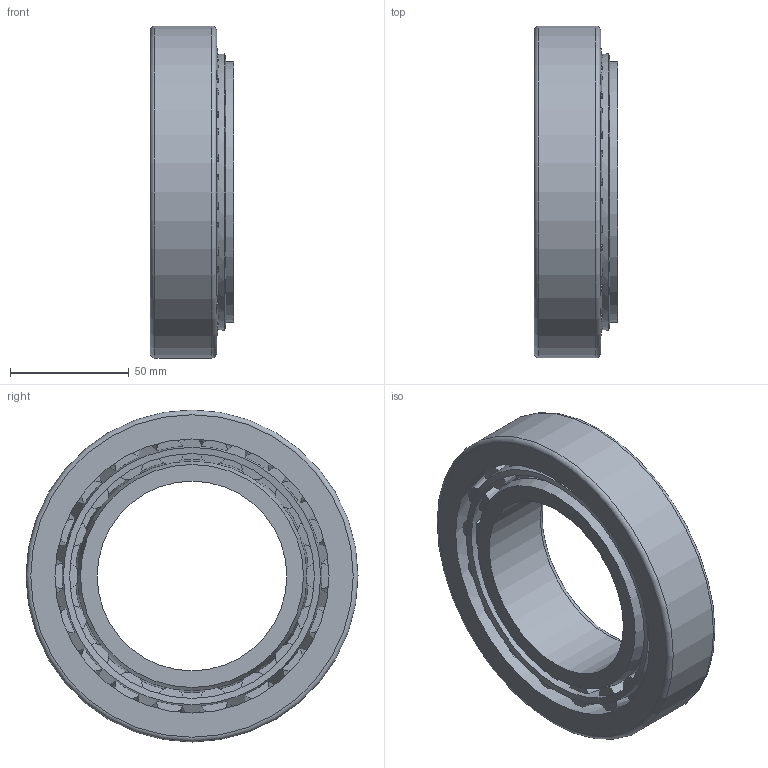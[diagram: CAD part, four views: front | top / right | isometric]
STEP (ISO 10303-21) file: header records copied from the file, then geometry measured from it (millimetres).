
FILE_DESCRIPTION(/* description */ ('STEP AP214'),/* implementation_level */ '2;1');
FILE_NAME(/* name */ '32216U',/* time_stamp */ '2026-03-07T09:52:29+01:00',/* author */ ('License CC BY-ND 4.0'),/* organization */ ('CADENAS'),/* preprocessor_version */ 'ST-DEVELOPER v20',/* originating_system */ 'PARTsolutions',/* authorisation */ ' ');
FILE_SCHEMA (('AUTOMOTIVE_DESIGN {1 0 10303 214 3 1 1}'));
Length unit declared in the file: millimetre
Products named in the file (4): 32216U; 32216UInner  ring; 32216U Outer ring; 32216U Ball Cage
Assembly tree (3 placements, depth 2):
  32216U
    32216UInner  ring
    32216U Outer ring
    32216U Ball Cage
Bounding box: 35.25 x 140 x 140 mm (x, y, z)
Volume: 259323.2 mm3; surface area: 86688.8 mm2
Topology: 3 solids, 3 shells, 128 faces, 252 edges, 164 vertices
Faces by surface type: plane 76, cone 46, cylinder 3, torus 3
Full cylindrical faces by diameter (mm): 80 x1, 110 x1, 140 x1
Entity records: 3469 total; most frequent: CARTESIAN_POINT 748, DIRECTION 592, ORIENTED_EDGE 472, AXIS2_PLACEMENT_3D 296, EDGE_CURVE 236, EDGE_LOOP 184, FACE_BOUND 184, VERTEX_POINT 164
